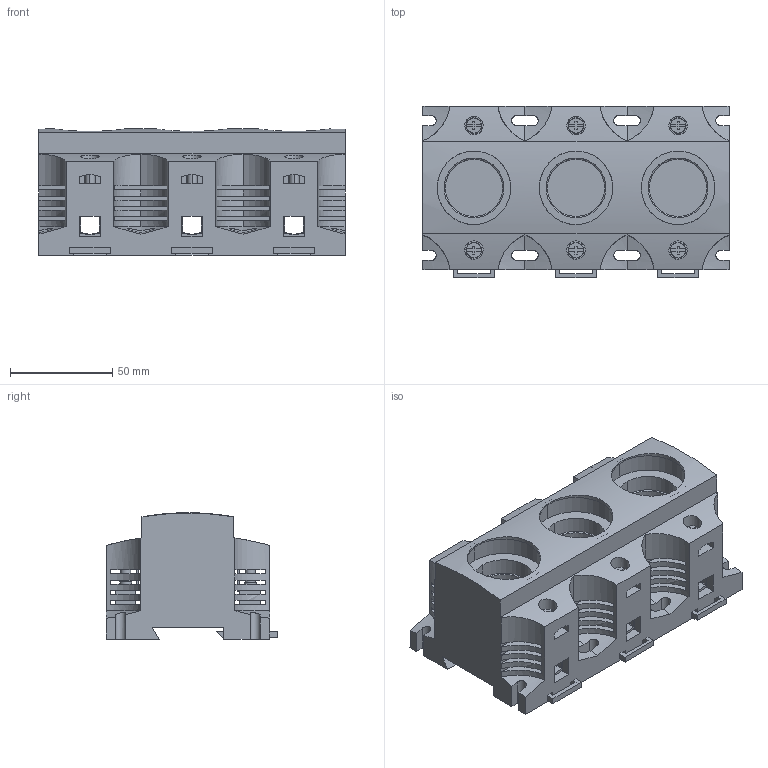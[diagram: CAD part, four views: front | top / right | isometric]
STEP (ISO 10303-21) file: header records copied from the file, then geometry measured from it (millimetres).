
FILE_DESCRIPTION(('STEP AP214'),'1');
FILE_NAME('cctmp_5C480338-3315-46C2-8ECC-38A8A5474CD0_2023_07_21_23_24_02_0707..stp','2023-07-21T21:24:03',('SIEMENS A&D'),('CADClick - www.CADClick.com'),'Spatial InterOp 3D postprocessed',' ','unknown authorization');
FILE_SCHEMA(('AUTOMOTIVE_DESIGN'));
Length unit declared in the file: millimetre
Products named in the file (1): 2023_07_21_23_24_02_0660
Bounding box: 150 x 84 x 62 mm (x, y, z)
Volume: 416109.3 mm3; surface area: 112205 mm2
Topology: 1 solids, 7 shells, 1022 faces, 3152 edges, 2105 vertices
Faces by surface type: plane 720, cylinder 231, cone 42, extrusion 29
Full cylindrical faces by diameter (mm): 9 x6
Entity records: 40587 total; most frequent: CARTESIAN_POINT 8872, ORIENTED_EDGE 6256, DIRECTION 5567, EDGE_CURVE 3128, VECTOR 2213, LINE 2184, VERTEX_POINT 2099, AXIS2_PLACEMENT_3D 1677
